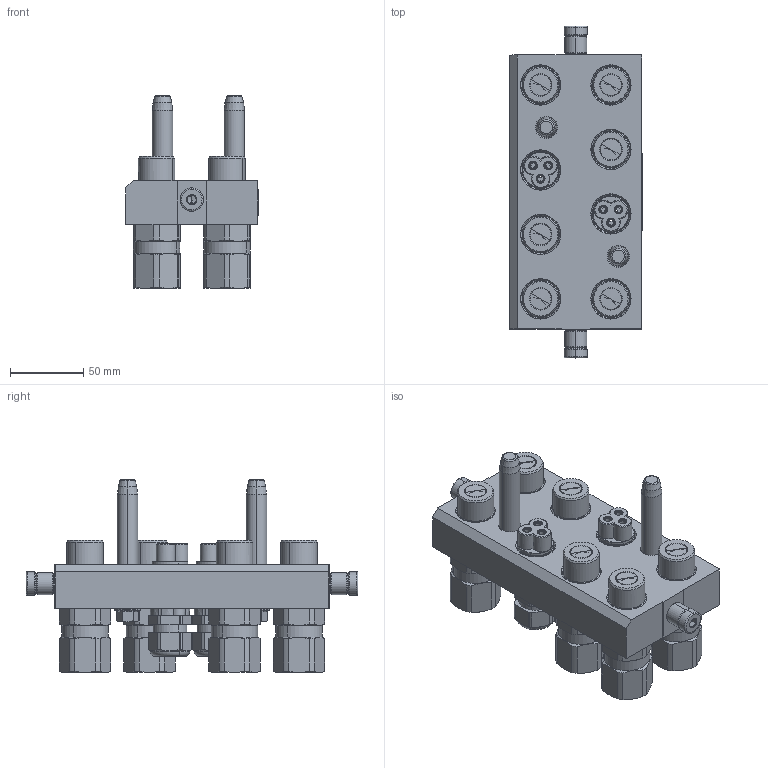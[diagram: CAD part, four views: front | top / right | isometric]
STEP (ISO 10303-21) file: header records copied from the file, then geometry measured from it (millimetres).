
FILE_DESCRIPTION (( 'STEP AP214' ), '1' );
FILE_NAME ('FASTER.step', '2025-04-01T07:30:39', ( '' ), ( '' ), 'SwSTEP 2.0', 'SolidWorks 2017', '' );
FILE_SCHEMA (( 'AUTOMOTIVE_DESIGN' ));
Length unit declared in the file: millimetre
Products named in the file (12): FASTER; 4830_028_1000_011; 1540_080_0008_000; P808_M_BASE; 2ffnp12gas_m2v; corpospel08-3m; 4850_010_0000_020; et002; 4830_021_1000_000; 4830_013_3000_030; conn_3p_m; 4830_044_0000_000
Assembly tree (23 placements, depth 3):
  FASTER
    P808_M_BASE
      4850_010_0000_020
      4830_021_1000_000  x2
      1540_080_0008_000  x2
      4830_013_3000_030  x2
      4830_028_1000_011  x2
    2ffnp12gas_m2v  x6
    conn_3p_m  x2
      4830_044_0000_000
      corpospel08-3m
    et002
Bounding box: 90.3 x 226.6 x 131.6 mm (x, y, z)
Volume: 205150.6 mm3; surface area: 240300.5 mm2
Topology: 9 solids, 54 shells, 3838 faces, 10061 edges, 6502 vertices
Faces by surface type: plane 1795, cylinder 809, cone 698, bspline 422, torus 102, sphere 12
Entity records: 65836 total; most frequent: CARTESIAN_POINT 18962, ORIENTED_EDGE 9369, DIRECTION 8833, EDGE_CURVE 4740, LINE 3273, VECTOR 3273, VERTEX_POINT 3086, AXIS2_PLACEMENT_3D 2780
